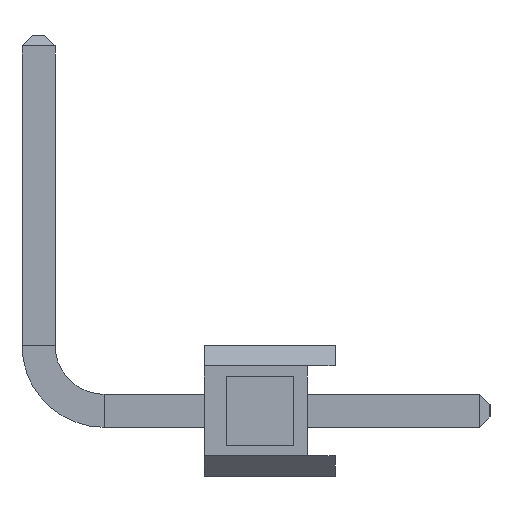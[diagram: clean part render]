
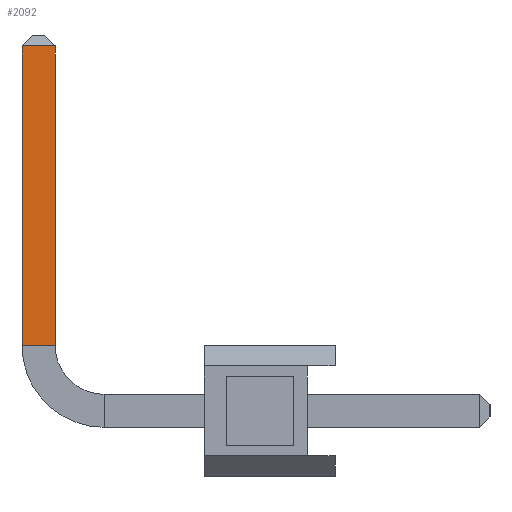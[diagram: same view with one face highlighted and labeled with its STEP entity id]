
A CAD part, left-side view. The second image highlights one B-rep face of the part: STEP entity #2092.
In plain terms, the highlighted planar face has unit normal (-1, 0, 0).
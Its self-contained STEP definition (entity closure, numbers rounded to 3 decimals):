
#1667 = LINE ( 'NONE', #23694, #7873 ) ;
#2090 = DIRECTION ( 'NONE',  ( 0., 0., 1. ) ) ;
#2092 = ADVANCED_FACE ( 'NONE', ( #7400 ), #2564, .T. ) ;
#2175 = ORIENTED_EDGE ( 'NONE', *, *, #2773, .F. ) ;
#2564 = PLANE ( 'NONE',  #8588 ) ;
#2773 = EDGE_CURVE ( 'NONE', #23163, #8135, #14032, .T. ) ;
#3669 = CARTESIAN_POINT ( 'NONE',  ( -0.32, 6.07, 7.07 ) ) ;
#4423 = VECTOR ( 'NONE', #2090, 1000. ) ;
#5793 = LINE ( 'NONE', #12648, #22773 ) ;
#7400 = FACE_OUTER_BOUND ( 'NONE', #44646, .T. ) ;
#7561 = DIRECTION ( 'NONE',  ( 0., 1., 0. ) ) ;
#7860 = CARTESIAN_POINT ( 'NONE',  ( -0.32, 6.07, 7.07 ) ) ;
#7873 = VECTOR ( 'NONE', #21163, 1000. ) ;
#8135 = VERTEX_POINT ( 'NONE', #3669 ) ;
#8408 = CARTESIAN_POINT ( 'NONE',  ( -0.32, 5.43, 7.07 ) ) ;
#8588 = AXIS2_PLACEMENT_3D ( 'NONE', #9218, #38167, #16463 ) ;
#9218 = CARTESIAN_POINT ( 'NONE',  ( -0.32, 6.07, 1.27 ) ) ;
#9741 = ORIENTED_EDGE ( 'NONE', *, *, #20577, .T. ) ;
#10078 = VECTOR ( 'NONE', #7561, 1000. ) ;
#12648 = CARTESIAN_POINT ( 'NONE',  ( -0.32, 6.07, 1.27 ) ) ;
#13795 = CARTESIAN_POINT ( 'NONE',  ( -0.32, 6.07, 1.27 ) ) ;
#14032 = LINE ( 'NONE', #24086, #4423 ) ;
#16463 = DIRECTION ( 'NONE',  ( 0., -1., 0. ) ) ;
#19516 = VERTEX_POINT ( 'NONE', #22132 ) ;
#20577 = EDGE_CURVE ( 'NONE', #22969, #8135, #37262, .T. ) ;
#21163 = DIRECTION ( 'NONE',  ( 0., 0., 1. ) ) ;
#22132 = CARTESIAN_POINT ( 'NONE',  ( -0.32, 5.43, 1.27 ) ) ;
#22773 = VECTOR ( 'NONE', #23426, 1000. ) ;
#22969 = VERTEX_POINT ( 'NONE', #8408 ) ;
#23163 = VERTEX_POINT ( 'NONE', #13795 ) ;
#23426 = DIRECTION ( 'NONE',  ( 0., -1., 0. ) ) ;
#23694 = CARTESIAN_POINT ( 'NONE',  ( -0.32, 5.43, 1.27 ) ) ;
#24086 = CARTESIAN_POINT ( 'NONE',  ( -0.32, 6.07, 1.27 ) ) ;
#25497 = ORIENTED_EDGE ( 'NONE', *, *, #34296, .T. ) ;
#30864 = ORIENTED_EDGE ( 'NONE', *, *, #46467, .T. ) ;
#34296 = EDGE_CURVE ( 'NONE', #23163, #19516, #5793, .T. ) ;
#37262 = LINE ( 'NONE', #7860, #10078 ) ;
#38167 = DIRECTION ( 'NONE',  ( -1., 0., 0. ) ) ;
#44646 = EDGE_LOOP ( 'NONE', ( #30864, #9741, #2175, #25497 ) ) ;
#46467 = EDGE_CURVE ( 'NONE', #19516, #22969, #1667, .T. ) ;
